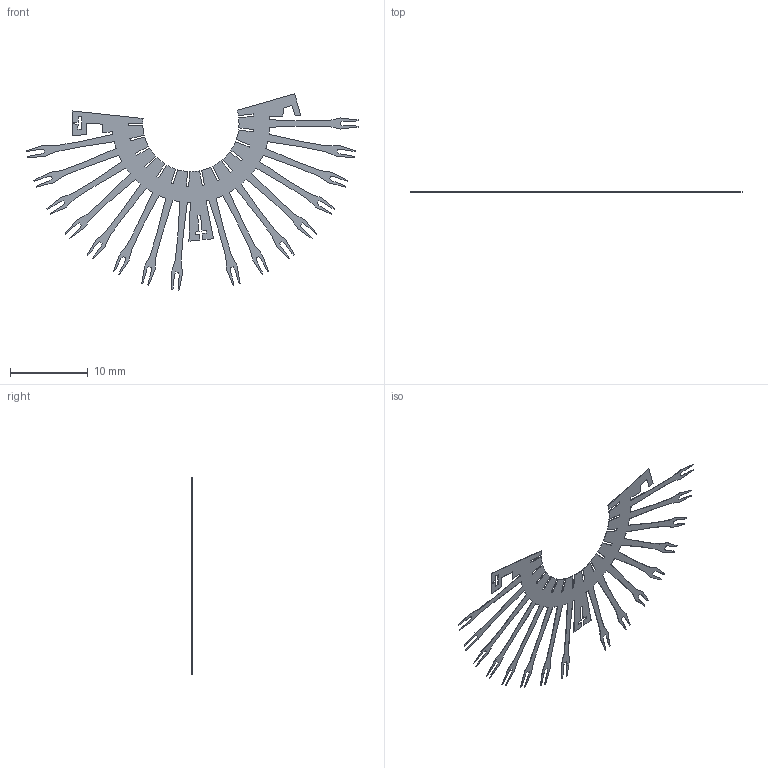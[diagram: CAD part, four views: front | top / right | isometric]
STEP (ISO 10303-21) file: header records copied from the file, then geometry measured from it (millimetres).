
FILE_DESCRIPTION (( 'STEP AP214' ), '1' );
FILE_NAME ('flexDrive_spring_16drives_rev1.2_nokerf.STEP', '2016-08-29T19:42:48', ( '' ), ( '' ), 'SwSTEP 2.0', 'SolidWorks 2013', '' );
FILE_SCHEMA (( 'AUTOMOTIVE_DESIGN' ));
Length unit declared in the file: millimetre
Products named in the file (1): flexDrive_spring_16drives_rev1.2_nokerf
Bounding box: 42.77 x 0.05 x 25.31 mm (x, y, z)
Volume: 13.8 mm3; surface area: 583.6 mm2
Topology: 1 solids, 1 shells, 389 faces, 1161 edges, 774 vertices
Faces by surface type: plane 354, cylinder 35
Entity records: 12899 total; most frequent: CARTESIAN_POINT 2325, ORIENTED_EDGE 2322, DIRECTION 2011, EDGE_CURVE 1161, VECTOR 1091, LINE 1091, VERTEX_POINT 774, AXIS2_PLACEMENT_3D 460
